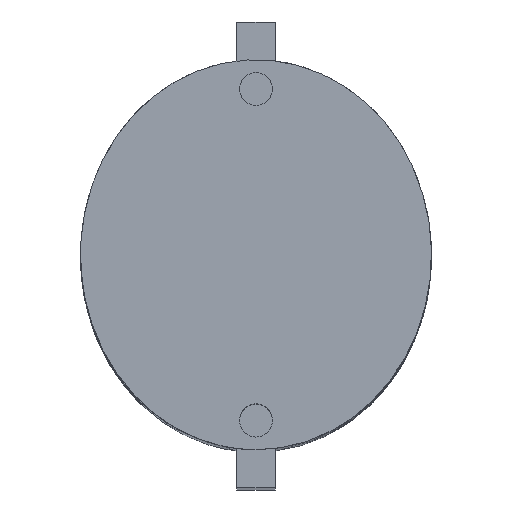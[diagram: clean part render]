
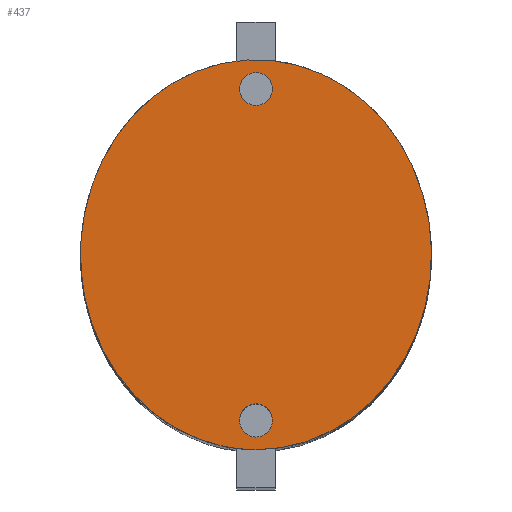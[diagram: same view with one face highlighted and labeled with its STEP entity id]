
A CAD part, top view. The second image highlights one B-rep face of the part: STEP entity #437.
In plain terms, the highlighted planar face has unit normal (0, 0, 1).
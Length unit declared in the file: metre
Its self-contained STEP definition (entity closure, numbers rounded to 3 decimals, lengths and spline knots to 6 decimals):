
#90=CIRCLE('',#492,0.00085);
#91=CIRCLE('',#493,0.00085);
#102=PLANE('',#491);
#121=ORIENTED_EDGE('',*,*,#229,.F.);
#122=ORIENTED_EDGE('',*,*,#230,.F.);
#123=ORIENTED_EDGE('',*,*,#227,.T.);
#227=EDGE_CURVE('',#281,#281,#323,.T.);
#229=EDGE_CURVE('',#283,#283,#90,.T.);
#230=EDGE_CURVE('',#284,#284,#91,.T.);
#281=VERTEX_POINT('',#695);
#283=VERTEX_POINT('',#700);
#284=VERTEX_POINT('',#702);
#323=ELLIPSE('',#489,0.01,0.009);
#331=EDGE_LOOP('',(#121));
#332=EDGE_LOOP('',(#122));
#333=EDGE_LOOP('',(#123));
#383=FACE_BOUND('',#331,.T.);
#384=FACE_BOUND('',#332,.T.);
#385=FACE_BOUND('',#333,.T.);
#437=ADVANCED_FACE('',(#383,#384,#385),#102,.T.);
#489=AXIS2_PLACEMENT_3D('',#694,#535,#536);
#491=AXIS2_PLACEMENT_3D('',#698,#539,#540);
#492=AXIS2_PLACEMENT_3D('',#699,#541,#542);
#493=AXIS2_PLACEMENT_3D('',#701,#543,#544);
#535=DIRECTION('',(0.,0.,1.));
#536=DIRECTION('',(0.,-1.,0.));
#539=DIRECTION('',(0.,0.,1.));
#540=DIRECTION('',(1.,0.,0.));
#541=DIRECTION('',(0.,0.,1.));
#542=DIRECTION('',(1.,0.,0.));
#543=DIRECTION('',(0.,0.,1.));
#544=DIRECTION('',(1.,0.,0.));
#694=CARTESIAN_POINT('',(0.,0.,0.072));
#695=CARTESIAN_POINT('',(0.,-0.01,0.072));
#698=CARTESIAN_POINT('',(0.,0.,0.072));
#699=CARTESIAN_POINT('',(0.,-0.0085,0.072));
#700=CARTESIAN_POINT('',(0.00085,-0.0085,0.072));
#701=CARTESIAN_POINT('',(0.,0.0085,0.072));
#702=CARTESIAN_POINT('',(0.00085,0.0085,0.072));
